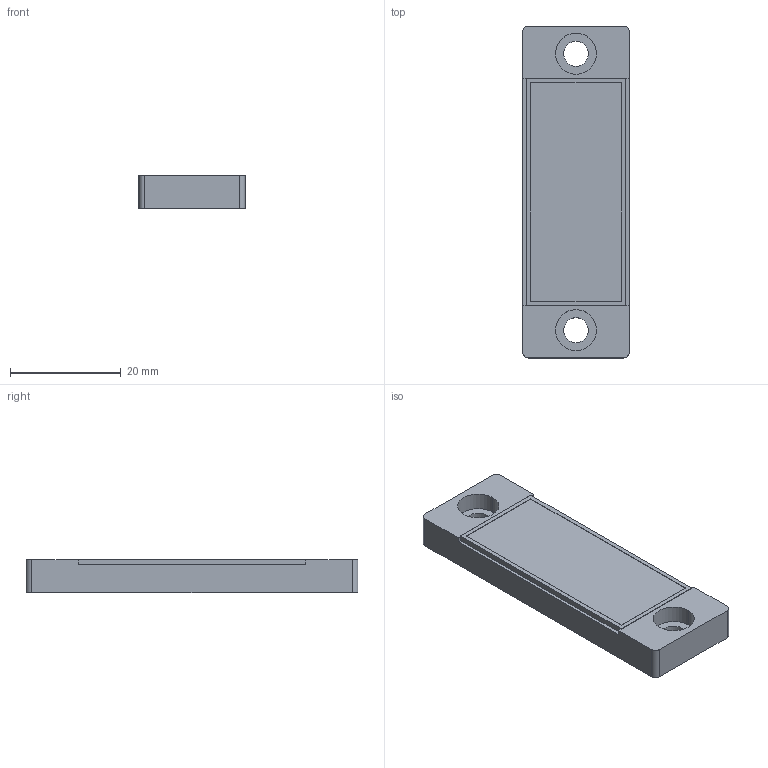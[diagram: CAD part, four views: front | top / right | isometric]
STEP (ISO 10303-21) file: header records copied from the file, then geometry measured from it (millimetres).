
FILE_DESCRIPTION((''),'2;1');
FILE_NAME('M141-20_CB_K04','2017-06-13T',('cmozuch'),(''),'PRO/ENGINEER BY PARAMETRIC TECHNOLOGY CORPORATION, 2015440','PRO/ENGINEER BY PARAMETRIC TECHNOLOGY CORPORATION, 2015440','');
FILE_SCHEMA(('CONFIG_CONTROL_DESIGN'));
Length unit declared in the file: millimetre
Products named in the file (1): M141-20_CB_K04
Bounding box: 19.2 x 59.9 x 6.1 mm (x, y, z)
Volume: 6082.3 mm3; surface area: 3801 mm2
Topology: 1 solids, 1 shells, 75 faces, 186 edges, 120 vertices
Faces by surface type: plane 57, cylinder 18
Entity records: 3200 total; most frequent: CARTESIAN_POINT 381, DIRECTION 372, ORIENTED_EDGE 372, EDGE_CURVE 186, VECTOR 150, LINE 150, FILL_AREA_STYLE_COLOUR 150, FILL_AREA_STYLE 150
